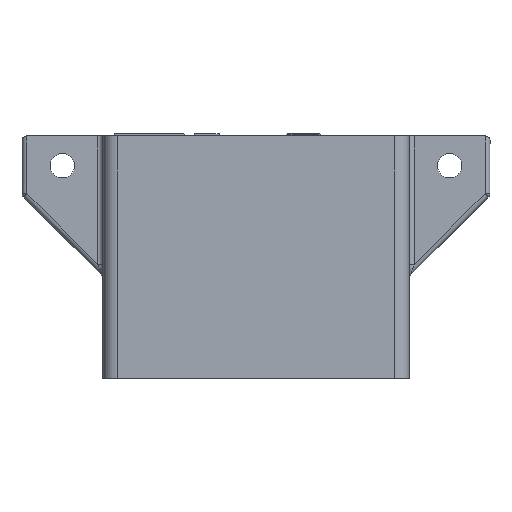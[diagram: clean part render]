
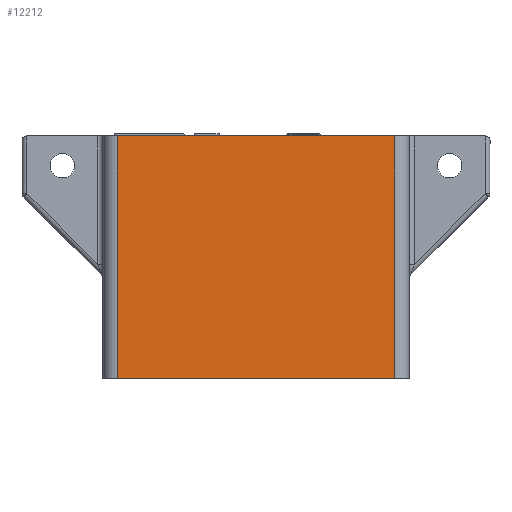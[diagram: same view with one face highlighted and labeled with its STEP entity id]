
A CAD part, front view. The second image highlights one B-rep face of the part: STEP entity #12212.
In plain terms, the highlighted planar face has unit normal (0, -1, 0).
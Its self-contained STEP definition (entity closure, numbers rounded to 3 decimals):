
#411=PLANE('',#12630);
#1987=FACE_OUTER_BOUND('',#2697,.T.);
#2697=EDGE_LOOP('',(#11522,#11523,#11524,#11525));
#3772=LINE('',#23222,#4894);
#3779=LINE('',#23240,#4901);
#3781=LINE('',#23249,#4903);
#3791=LINE('',#23274,#4913);
#4894=VECTOR('',#14353,10.);
#4901=VECTOR('',#14368,10.);
#4903=VECTOR('',#14378,10.);
#4913=VECTOR('',#14400,10.);
#6126=VERTEX_POINT('',#23219);
#6127=VERTEX_POINT('',#23221);
#6134=VERTEX_POINT('',#23239);
#6137=VERTEX_POINT('',#23248);
#7870=EDGE_CURVE('',#6126,#6127,#3772,.T.);
#7879=EDGE_CURVE('',#6127,#6134,#3779,.T.);
#7884=EDGE_CURVE('',#6134,#6137,#3781,.T.);
#7898=EDGE_CURVE('',#6137,#6126,#3791,.T.);
#11522=ORIENTED_EDGE('',*,*,#7870,.F.);
#11523=ORIENTED_EDGE('',*,*,#7898,.F.);
#11524=ORIENTED_EDGE('',*,*,#7884,.F.);
#11525=ORIENTED_EDGE('',*,*,#7879,.F.);
#12212=ADVANCED_FACE('',(#1987),#411,.T.);
#12630=AXIS2_PLACEMENT_3D('',#23447,#14558,#14559);
#14353=DIRECTION('',(0.,0.,-1.));
#14368=DIRECTION('',(-1.,0.,0.));
#14378=DIRECTION('',(0.,0.,1.));
#14400=DIRECTION('',(1.,0.,0.));
#14558=DIRECTION('center_axis',(0.,-1.,0.));
#14559=DIRECTION('ref_axis',(-1.,0.,0.));
#23219=CARTESIAN_POINT('',(57.56,-11.06,47.4));
#23221=CARTESIAN_POINT('',(57.56,-11.06,-2.2));
#23222=CARTESIAN_POINT('',(57.56,-11.06,0.));
#23239=CARTESIAN_POINT('',(0.84,-11.06,-2.2));
#23240=CARTESIAN_POINT('',(60.56,-11.06,-2.2));
#23248=CARTESIAN_POINT('',(0.84,-11.06,47.4));
#23249=CARTESIAN_POINT('',(0.84,-11.06,0.));
#23274=CARTESIAN_POINT('',(60.56,-11.06,47.4));
#23447=CARTESIAN_POINT('Origin',(60.56,-11.06,0.));
